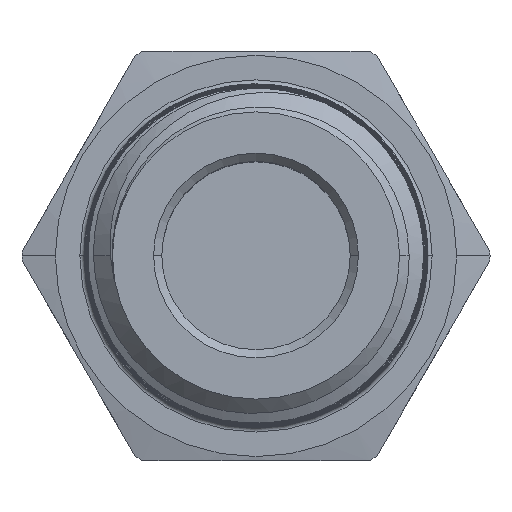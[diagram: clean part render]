
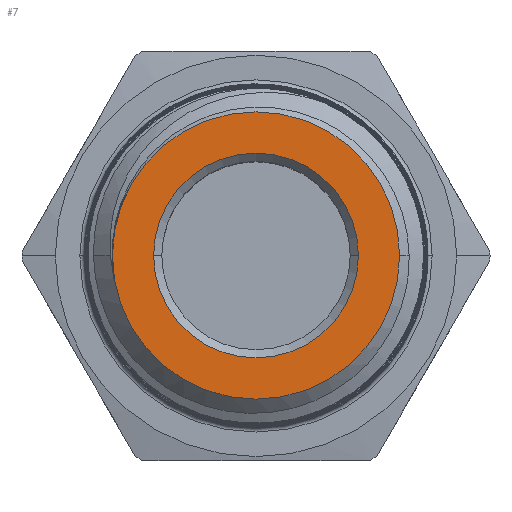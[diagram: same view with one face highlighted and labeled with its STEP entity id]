
A CAD part, top view. The second image highlights one B-rep face of the part: STEP entity #7.
In plain terms, the highlighted planar face has unit normal (0, 0, 1).
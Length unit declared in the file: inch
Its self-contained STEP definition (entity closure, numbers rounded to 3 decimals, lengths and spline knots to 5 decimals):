
#7 = ADVANCED_FACE ( 'NONE', ( #2596, #2600 ), #3475, .T. ) ;
#228 = VERTEX_POINT ( 'NONE', #4882 ) ;
#237 = VERTEX_POINT ( 'NONE', #4891 ) ;
#247 = EDGE_LOOP ( 'NONE', ( #3738, #3739 ) ) ;
#250 = EDGE_LOOP ( 'NONE', ( #3736, #3737 ) ) ;
#1555 = CARTESIAN_POINT ( 'NONE',  ( 0., 0., 0.78 ) ) ;
#1556 = DIRECTION ( 'NONE',  ( 0., 0., -1. ) ) ;
#1557 = DIRECTION ( 'NONE',  ( -1., 0., 0. ) ) ;
#2069 = CARTESIAN_POINT ( 'NONE',  ( 0., 0., 0.78 ) ) ;
#2070 = DIRECTION ( 'NONE',  ( 0., 0., -1. ) ) ;
#2071 = DIRECTION ( 'NONE',  ( -1., 0., 0. ) ) ;
#2219 = CARTESIAN_POINT ( 'NONE',  ( 0., 0., 0.78 ) ) ;
#2220 = DIRECTION ( 'NONE',  ( 0., 0., -1. ) ) ;
#2221 = DIRECTION ( 'NONE',  ( -1., 0., 0. ) ) ;
#2278 = CARTESIAN_POINT ( 'NONE',  ( 0., 0., 0.78 ) ) ;
#2279 = DIRECTION ( 'NONE',  ( 0., 0., -1. ) ) ;
#2280 = DIRECTION ( 'NONE',  ( -1., 0., 0. ) ) ;
#2596 = FACE_BOUND ( 'NONE', #250, .T. ) ;
#2600 = FACE_OUTER_BOUND ( 'NONE', #247, .T. ) ;
#2690 = CIRCLE ( 'NONE', #3067, 0.25 ) ;
#2719 = CIRCLE ( 'NONE', #3071, 0.25 ) ;
#2765 = CIRCLE ( 'NONE', #3095, 0.35065 ) ;
#2770 = CIRCLE ( 'NONE', #3096, 0.35065 ) ;
#3067 = AXIS2_PLACEMENT_3D ( 'NONE', #1555, #1556, #1557 ) ;
#3071 = AXIS2_PLACEMENT_3D ( 'NONE', #2069, #2070, #2071 ) ;
#3095 = AXIS2_PLACEMENT_3D ( 'NONE', #2219, #2220, #2221 ) ;
#3096 = AXIS2_PLACEMENT_3D ( 'NONE', #2278, #2279, #2280 ) ;
#3135 = EDGE_CURVE ( 'NONE', #237, #228, #2690, .T. ) ;
#3149 = EDGE_CURVE ( 'NONE', #228, #237, #2719, .T. ) ;
#3190 = EDGE_CURVE ( 'NONE', #5324, #5341, #2765, .T. ) ;
#3195 = EDGE_CURVE ( 'NONE', #5341, #5324, #2770, .T. ) ;
#3215 = AXIS2_PLACEMENT_3D ( 'NONE', #3473, #3471, #3477 ) ;
#3471 = DIRECTION ( 'NONE',  ( 0., 0., 1. ) ) ;
#3473 = CARTESIAN_POINT ( 'NONE',  ( 0., 0., 0.78 ) ) ;
#3475 = PLANE ( 'NONE',  #3215 ) ;
#3477 = DIRECTION ( 'NONE',  ( 1., 0., 0. ) ) ;
#3736 = ORIENTED_EDGE ( 'NONE', *, *, #3149, .T. ) ;
#3737 = ORIENTED_EDGE ( 'NONE', *, *, #3135, .T. ) ;
#3738 = ORIENTED_EDGE ( 'NONE', *, *, #3190, .F. ) ;
#3739 = ORIENTED_EDGE ( 'NONE', *, *, #3195, .F. ) ;
#4882 = CARTESIAN_POINT ( 'NONE',  ( 0.25, 0., 0.78 ) ) ;
#4891 = CARTESIAN_POINT ( 'NONE',  ( -0.25, 0., 0.78 ) ) ;
#5043 = CARTESIAN_POINT ( 'NONE',  ( -0.35065, 0., 0.78 ) ) ;
#5060 = CARTESIAN_POINT ( 'NONE',  ( 0.35065, 0., 0.78 ) ) ;
#5324 = VERTEX_POINT ( 'NONE', #5043 ) ;
#5341 = VERTEX_POINT ( 'NONE', #5060 ) ;
